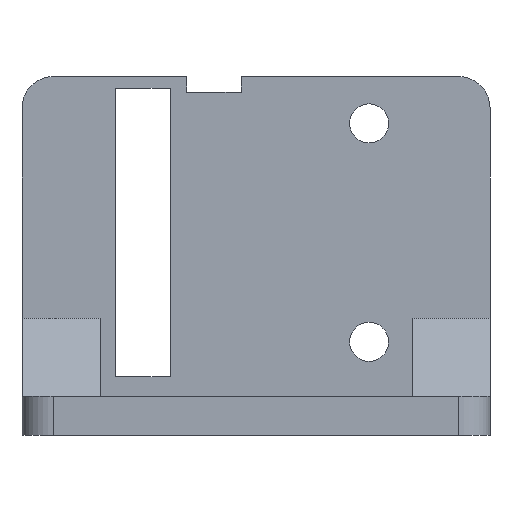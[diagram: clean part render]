
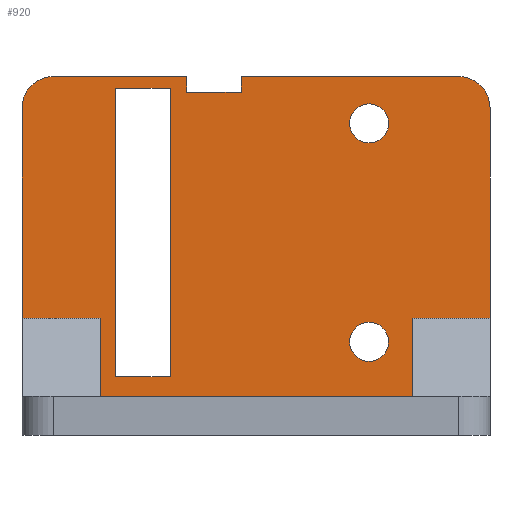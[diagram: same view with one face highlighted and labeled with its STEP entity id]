
A CAD part, left-side view. The second image highlights one B-rep face of the part: STEP entity #920.
In plain terms, the highlighted planar face has unit normal (-1, 0, 0).
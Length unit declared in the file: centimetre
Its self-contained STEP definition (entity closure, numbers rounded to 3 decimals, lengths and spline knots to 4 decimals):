
#117=CIRCLE('',#964,0.125);
#118=CIRCLE('',#965,0.125);
#119=CIRCLE('',#966,0.2);
#120=CIRCLE('',#967,0.2);
#145=VERTEX_POINT('',#1216);
#146=VERTEX_POINT('',#1218);
#148=VERTEX_POINT('',#1224);
#150=VERTEX_POINT('',#1230);
#153=VERTEX_POINT('',#1237);
#154=VERTEX_POINT('',#1239);
#157=VERTEX_POINT('',#1246);
#158=VERTEX_POINT('',#1248);
#160=VERTEX_POINT('',#1257);
#161=VERTEX_POINT('',#1261);
#162=VERTEX_POINT('',#1263);
#163=VERTEX_POINT('',#1265);
#164=VERTEX_POINT('',#1266);
#165=VERTEX_POINT('',#1268);
#166=VERTEX_POINT('',#1270);
#167=VERTEX_POINT('',#1273);
#168=VERTEX_POINT('',#1275);
#169=VERTEX_POINT('',#1277);
#170=VERTEX_POINT('',#1279);
#171=VERTEX_POINT('',#1281);
#172=VERTEX_POINT('',#1283);
#173=VERTEX_POINT('',#1285);
#174=VERTEX_POINT('',#1287);
#175=VERTEX_POINT('',#1289);
#233=VECTOR('',#1023,1.);
#236=VECTOR('',#1027,1.);
#239=VECTOR('',#1031,1.);
#243=VECTOR('',#1036,1.);
#247=VECTOR('',#1041,1.);
#250=VECTOR('',#1045,1.);
#253=VECTOR('',#1049,1.);
#254=VECTOR('',#1055,1.);
#255=VECTOR('',#1056,1.);
#256=VECTOR('',#1057,1.);
#257=VECTOR('',#1058,1.);
#258=VECTOR('',#1061,1.);
#259=VECTOR('',#1062,1.);
#260=VECTOR('',#1063,1.);
#261=VECTOR('',#1064,1.);
#262=VECTOR('',#1065,1.);
#263=VECTOR('',#1066,1.);
#264=VECTOR('',#1067,1.);
#321=LINE('',#1217,#233);
#324=LINE('',#1223,#236);
#327=LINE('',#1229,#239);
#331=LINE('',#1238,#243);
#335=LINE('',#1247,#247);
#338=LINE('',#1252,#250);
#341=LINE('',#1258,#253);
#342=LINE('',#1264,#254);
#343=LINE('',#1267,#255);
#344=LINE('',#1269,#256);
#345=LINE('',#1271,#257);
#346=LINE('',#1274,#258);
#347=LINE('',#1276,#259);
#348=LINE('',#1278,#260);
#349=LINE('',#1280,#261);
#350=LINE('',#1282,#262);
#351=LINE('',#1284,#263);
#352=LINE('',#1286,#264);
#409=EDGE_CURVE('',#146,#145,#321,.T.);
#412=EDGE_CURVE('',#148,#146,#324,.T.);
#415=EDGE_CURVE('',#150,#148,#327,.T.);
#419=EDGE_CURVE('',#154,#153,#331,.T.);
#423=EDGE_CURVE('',#158,#157,#335,.T.);
#426=EDGE_CURVE('',#153,#158,#338,.T.);
#429=EDGE_CURVE('',#145,#160,#341,.T.);
#430=EDGE_CURVE('',#161,#161,#117,.T.);
#431=EDGE_CURVE('',#162,#162,#118,.T.);
#432=EDGE_CURVE('',#163,#164,#342,.T.);
#433=EDGE_CURVE('',#164,#165,#343,.T.);
#434=EDGE_CURVE('',#165,#166,#344,.T.);
#435=EDGE_CURVE('',#166,#163,#345,.T.);
#436=EDGE_CURVE('',#167,#160,#119,.T.);
#437=EDGE_CURVE('',#168,#167,#346,.T.);
#438=EDGE_CURVE('',#169,#168,#347,.T.);
#439=EDGE_CURVE('',#170,#169,#348,.T.);
#440=EDGE_CURVE('',#170,#154,#349,.T.);
#441=EDGE_CURVE('',#157,#171,#349,.T.);
#442=EDGE_CURVE('',#171,#172,#350,.T.);
#443=EDGE_CURVE('',#173,#172,#351,.T.);
#444=EDGE_CURVE('',#173,#174,#352,.T.);
#445=EDGE_CURVE('',#175,#174,#120,.T.);
#446=EDGE_CURVE('',#175,#150,#341,.T.);
#561=ORIENTED_EDGE('',*,*,#430,.T.);
#562=ORIENTED_EDGE('',*,*,#431,.T.);
#563=ORIENTED_EDGE('',*,*,#432,.T.);
#564=ORIENTED_EDGE('',*,*,#433,.T.);
#565=ORIENTED_EDGE('',*,*,#434,.T.);
#566=ORIENTED_EDGE('',*,*,#435,.T.);
#567=ORIENTED_EDGE('',*,*,#415,.T.);
#568=ORIENTED_EDGE('',*,*,#412,.T.);
#569=ORIENTED_EDGE('',*,*,#409,.T.);
#570=ORIENTED_EDGE('',*,*,#429,.T.);
#571=ORIENTED_EDGE('',*,*,#436,.F.);
#572=ORIENTED_EDGE('',*,*,#437,.F.);
#573=ORIENTED_EDGE('',*,*,#438,.F.);
#574=ORIENTED_EDGE('',*,*,#439,.F.);
#575=ORIENTED_EDGE('',*,*,#440,.T.);
#576=ORIENTED_EDGE('',*,*,#419,.T.);
#577=ORIENTED_EDGE('',*,*,#426,.T.);
#578=ORIENTED_EDGE('',*,*,#423,.T.);
#579=ORIENTED_EDGE('',*,*,#441,.T.);
#580=ORIENTED_EDGE('',*,*,#442,.T.);
#581=ORIENTED_EDGE('',*,*,#443,.F.);
#582=ORIENTED_EDGE('',*,*,#444,.T.);
#583=ORIENTED_EDGE('',*,*,#445,.F.);
#584=ORIENTED_EDGE('',*,*,#446,.T.);
#792=EDGE_LOOP('',(#561));
#793=EDGE_LOOP('',(#562));
#794=EDGE_LOOP('',(#563,#564,#565,#566));
#795=EDGE_LOOP('',(#567,#568,#569,#570,#571,#572,#573,#574,#575,#576,#577,
#578,#579,#580,#581,#582,#583,#584));
#856=FACE_BOUND('',#792,.T.);
#857=FACE_BOUND('',#793,.T.);
#858=FACE_BOUND('',#794,.T.);
#859=FACE_BOUND('',#795,.T.);
#920=ADVANCED_FACE('',(#856,#857,#858,#859),#1458,.T.);
#963=AXIS2_PLACEMENT_3D('',#1259,#1050,$);
#964=AXIS2_PLACEMENT_3D('',#1260,#1051,#1052);
#965=AXIS2_PLACEMENT_3D('',#1262,#1053,#1054);
#966=AXIS2_PLACEMENT_3D('',#1272,#1059,#1060);
#967=AXIS2_PLACEMENT_3D('',#1288,#1068,#1069);
#1023=DIRECTION('',(0.,0.,1.));
#1027=DIRECTION('',(0.,1.,0.));
#1031=DIRECTION('',(0.,0.,-1.));
#1036=DIRECTION('',(0.,0.,1.));
#1041=DIRECTION('',(0.,0.,-1.));
#1045=DIRECTION('',(0.,-1.,0.));
#1049=DIRECTION('',(0.,1.,0.));
#1050=DIRECTION('',(-1.,0.,0.));
#1051=DIRECTION('',(1.,0.,0.));
#1052=DIRECTION('',(0.,0.,0.125));
#1053=DIRECTION('',(1.,0.,0.));
#1054=DIRECTION('',(0.,0.,0.125));
#1055=DIRECTION('',(0.,0.,1.));
#1056=DIRECTION('',(0.,-1.,0.));
#1057=DIRECTION('',(0.,0.,-1.));
#1058=DIRECTION('',(0.,1.,0.));
#1059=DIRECTION('',(1.,0.,0.));
#1060=DIRECTION('',(0.,0.141,0.141));
#1061=DIRECTION('',(0.,0.,1.));
#1062=DIRECTION('',(0.,1.,0.));
#1063=DIRECTION('',(0.,0.,1.));
#1064=DIRECTION('',(0.,-1.,0.));
#1065=DIRECTION('',(0.,0.,1.));
#1066=DIRECTION('',(0.,1.,0.));
#1067=DIRECTION('',(0.,0.,1.));
#1068=DIRECTION('',(1.,0.,0.));
#1069=DIRECTION('',(0.,-0.141,0.141));
#1216=CARTESIAN_POINT('',(0.,0.445,2.3));
#1217=CARTESIAN_POINT('',(0.,0.445,1.125));
#1218=CARTESIAN_POINT('',(0.,0.445,2.2));
#1223=CARTESIAN_POINT('',(0.,0.135,2.2));
#1224=CARTESIAN_POINT('',(0.,0.095,2.2));
#1229=CARTESIAN_POINT('',(0.,0.095,1.125));
#1230=CARTESIAN_POINT('',(0.,0.095,2.3));
#1237=CARTESIAN_POINT('',(0.,0.445,0.2));
#1238=CARTESIAN_POINT('',(0.,0.445,0.05));
#1239=CARTESIAN_POINT('',(0.,0.445,0.));
#1246=CARTESIAN_POINT('',(0.,0.095,0.));
#1247=CARTESIAN_POINT('',(0.,0.095,0.05));
#1248=CARTESIAN_POINT('',(0.,0.095,0.2));
#1252=CARTESIAN_POINT('',(0.,0.135,0.2));
#1257=CARTESIAN_POINT('',(0.,1.3,2.3));
#1258=CARTESIAN_POINT('',(0.,1.5,2.3));
#1259=CARTESIAN_POINT('',(0.,0.,0.));
#1260=CARTESIAN_POINT('',(0.,-0.725,2.));
#1261=CARTESIAN_POINT('',(0.,-0.725,1.875));
#1262=CARTESIAN_POINT('',(0.,-0.725,0.6));
#1263=CARTESIAN_POINT('',(0.,-0.725,0.475));
#1264=CARTESIAN_POINT('',(0.,0.9,0.65));
#1265=CARTESIAN_POINT('',(0.,0.9,0.375));
#1266=CARTESIAN_POINT('',(0.,0.9,2.225));
#1267=CARTESIAN_POINT('',(0.,0.3625,2.225));
#1268=CARTESIAN_POINT('',(0.,0.55,2.225));
#1269=CARTESIAN_POINT('',(0.,0.55,0.65));
#1270=CARTESIAN_POINT('',(0.,0.55,0.375));
#1271=CARTESIAN_POINT('',(0.,0.3625,0.375));
#1272=CARTESIAN_POINT('',(0.,1.3,2.1));
#1273=CARTESIAN_POINT('',(0.,1.5,2.1));
#1274=CARTESIAN_POINT('',(0.,1.5,0.));
#1275=CARTESIAN_POINT('',(0.,1.5,0.75));
#1276=CARTESIAN_POINT('',(0.,0.,0.75));
#1277=CARTESIAN_POINT('',(0.,1.,0.75));
#1278=CARTESIAN_POINT('',(0.,1.,0.));
#1279=CARTESIAN_POINT('',(0.,1.,0.));
#1280=CARTESIAN_POINT('',(0.,1.5,0.));
#1281=CARTESIAN_POINT('',(0.,-1.,0.));
#1282=CARTESIAN_POINT('',(0.,-1.,0.));
#1283=CARTESIAN_POINT('',(0.,-1.,0.75));
#1284=CARTESIAN_POINT('',(0.,0.,0.75));
#1285=CARTESIAN_POINT('',(0.,-1.5,0.75));
#1286=CARTESIAN_POINT('',(0.,-1.5,0.));
#1287=CARTESIAN_POINT('',(0.,-1.5,2.1));
#1288=CARTESIAN_POINT('',(0.,-1.3,2.1));
#1289=CARTESIAN_POINT('',(0.,-1.3,2.3));
#1458=PLANE('',#963);
